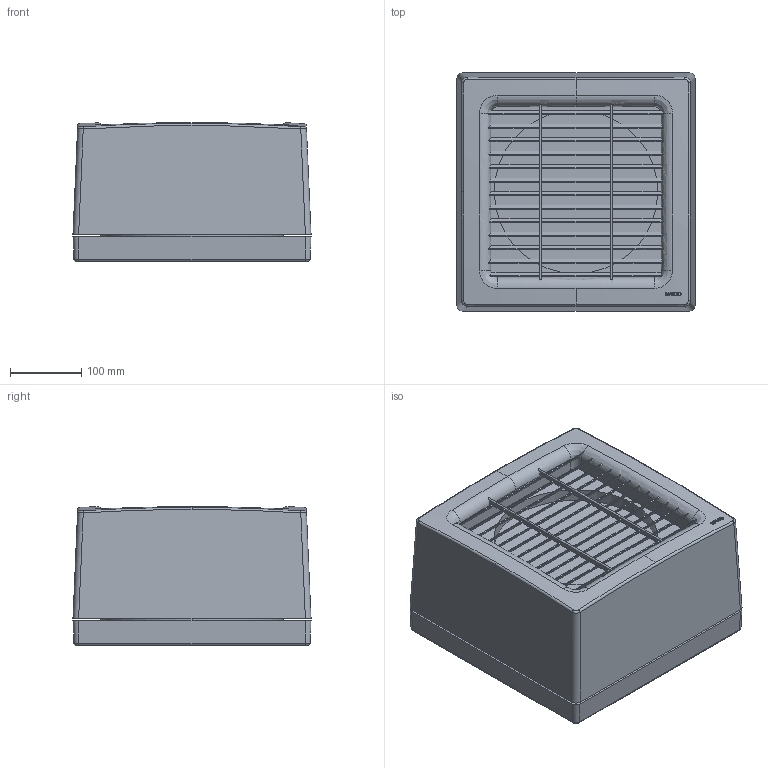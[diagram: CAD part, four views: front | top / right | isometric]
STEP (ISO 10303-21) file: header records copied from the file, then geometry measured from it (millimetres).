
FILE_DESCRIPTION (( 'STEP AP214' ), '1' );
FILE_NAME ('EVN 22.STEP', '2017-03-09T17:45:39', ( 'CADnetwork' ), ( '' ), 'SwSTEP 2.0', 'SolidWorks 2012', '' );
FILE_SCHEMA (( 'AUTOMOTIVE_DESIGN' ));
Length unit declared in the file: millimetre
Products named in the file (1): EVN 22
Bounding box: 335 x 335 x 195.31 mm (x, y, z)
Volume: 17618091.6 mm3; surface area: 697444.5 mm2
Topology: 1 solids, 1 shells, 357 faces, 1134 edges, 730 vertices
Faces by surface type: plane 209, cylinder 88, bspline 36, torus 15, sphere 9
Entity records: 16089 total; most frequent: CARTESIAN_POINT 7008, ORIENTED_EDGE 2268, DIRECTION 1487, EDGE_CURVE 1134, VERTEX_POINT 730, VECTOR 553, LINE 553, AXIS2_PLACEMENT_3D 467
